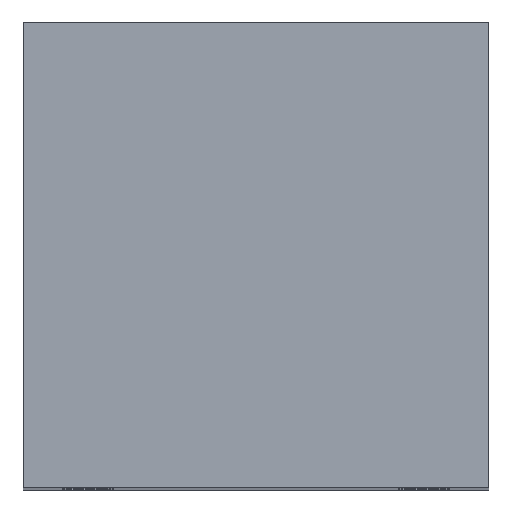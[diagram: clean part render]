
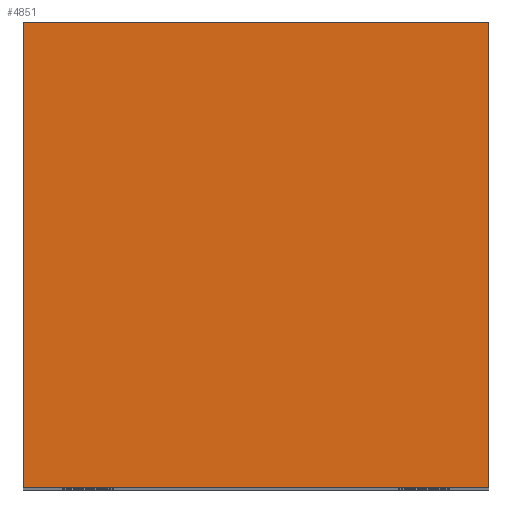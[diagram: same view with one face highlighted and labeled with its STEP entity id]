
A CAD part, top view. The second image highlights one B-rep face of the part: STEP entity #4851.
In plain terms, the highlighted planar face has unit normal (0, 0, 1).
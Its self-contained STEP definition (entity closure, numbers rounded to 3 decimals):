
#49=LINE('',#6862,#691);
#50=LINE('',#6864,#692);
#51=LINE('',#6866,#693);
#52=LINE('',#6867,#694);
#691=VECTOR('',#5604,50.);
#692=VECTOR('',#5605,50.);
#693=VECTOR('',#5606,50.);
#694=VECTOR('',#5607,50.);
#1313=PLANE('',#5168);
#1655=FACE_OUTER_BOUND('',#1946,.T.);
#1946=EDGE_LOOP('',(#3516,#3517,#3518,#3519));
#2314=VERTEX_POINT('',#6860);
#2315=VERTEX_POINT('',#6861);
#2316=VERTEX_POINT('',#6863);
#2317=VERTEX_POINT('',#6865);
#2795=EDGE_CURVE('',#2314,#2315,#49,.T.);
#2796=EDGE_CURVE('',#2314,#2316,#50,.T.);
#2797=EDGE_CURVE('',#2316,#2317,#51,.T.);
#2798=EDGE_CURVE('',#2315,#2317,#52,.T.);
#3516=ORIENTED_EDGE('',*,*,#2795,.F.);
#3517=ORIENTED_EDGE('',*,*,#2796,.T.);
#3518=ORIENTED_EDGE('',*,*,#2797,.T.);
#3519=ORIENTED_EDGE('',*,*,#2798,.F.);
#4851=ADVANCED_FACE('',(#1655),#1313,.T.);
#5168=AXIS2_PLACEMENT_3D('',#6859,#5602,#5603);
#5602=DIRECTION('center_axis',(0.,0.,1.));
#5603=DIRECTION('ref_axis',(1.,0.,0.));
#5604=DIRECTION('',(0.,-1.,0.));
#5605=DIRECTION('',(-1.,0.,0.));
#5606=DIRECTION('',(0.,-1.,0.));
#5607=DIRECTION('',(-1.,0.,0.));
#6859=CARTESIAN_POINT('Origin',(0.,0.,146.));
#6860=CARTESIAN_POINT('',(25.,25.,146.));
#6861=CARTESIAN_POINT('',(25.,-25.,146.));
#6862=CARTESIAN_POINT('',(25.,25.,146.));
#6863=CARTESIAN_POINT('',(-25.,25.,146.));
#6864=CARTESIAN_POINT('',(0.,25.,146.));
#6865=CARTESIAN_POINT('',(-25.,-25.,146.));
#6866=CARTESIAN_POINT('',(-25.,0.,146.));
#6867=CARTESIAN_POINT('',(25.,-25.,146.));
